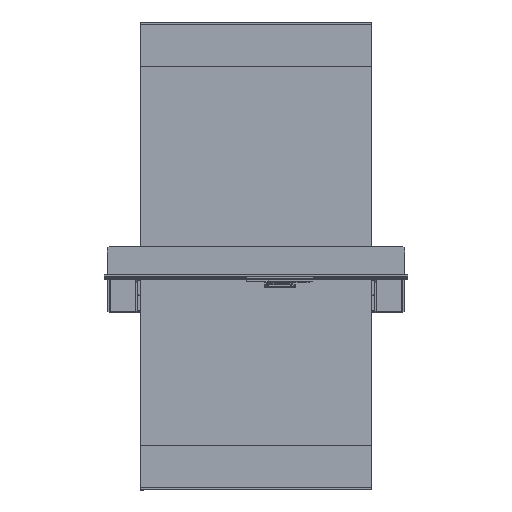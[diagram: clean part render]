
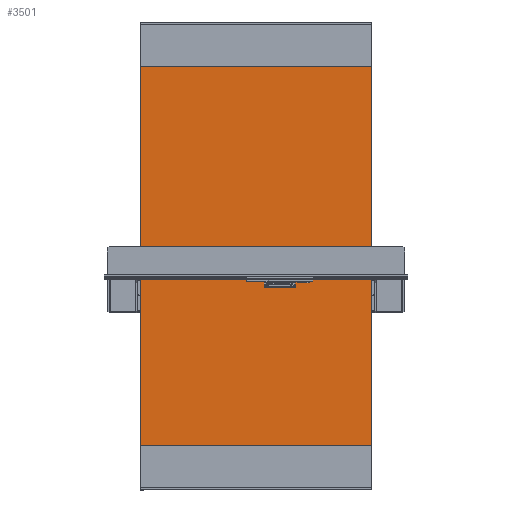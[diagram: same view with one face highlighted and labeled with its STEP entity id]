
A CAD part, top view. The second image highlights one B-rep face of the part: STEP entity #3501.
In plain terms, the highlighted planar face has unit normal (0, 0, 1).
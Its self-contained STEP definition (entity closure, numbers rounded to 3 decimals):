
#3501=ADVANCED_FACE('',(#4638),#18587,.T.);
#4638=FACE_OUTER_BOUND('',#5966,.T.);
#5966=EDGE_LOOP('',(#9823,#9824,#9825,#9826));
#9823=ORIENTED_EDGE('',*,*,#13896,.T.);
#9824=ORIENTED_EDGE('',*,*,#13892,.T.);
#9825=ORIENTED_EDGE('',*,*,#13897,.F.);
#9826=ORIENTED_EDGE('',*,*,#13888,.F.);
#13888=EDGE_CURVE('',#17345,#17346,#15966,.T.);
#13892=EDGE_CURVE('',#17349,#17350,#15970,.T.);
#13896=EDGE_CURVE('',#17345,#17349,#15974,.T.);
#13897=EDGE_CURVE('',#17346,#17350,#15975,.T.);
#15966=B_SPLINE_CURVE_WITH_KNOTS('',1,(#31190,#31191),.UNSPECIFIED.,.F.,
 .F.,(2,2),(0.,197.),.UNSPECIFIED.);
#15970=B_SPLINE_CURVE_WITH_KNOTS('',1,(#31198,#31199),.UNSPECIFIED.,.F.,
 .F.,(2,2),(0.,197.),.UNSPECIFIED.);
#15974=B_SPLINE_CURVE_WITH_KNOTS('',1,(#31206,#31207),.UNSPECIFIED.,.F.,
 .F.,(2,2),(0.,1600.),.UNSPECIFIED.);
#15975=B_SPLINE_CURVE_WITH_KNOTS('',1,(#31208,#31209),.UNSPECIFIED.,.F.,
 .F.,(2,2),(0.,1600.),.UNSPECIFIED.);
#17345=VERTEX_POINT('',#31181);
#17346=VERTEX_POINT('',#31182);
#17349=VERTEX_POINT('',#31185);
#17350=VERTEX_POINT('',#31186);
#18587=PLANE('',#19195);
#19195=AXIS2_PLACEMENT_3D('',#31175,#19786,$);
#19786=DIRECTION('',(0.,0.,1.));
#31175=CARTESIAN_POINT('',(-610.,-874.,146.72));
#31181=CARTESIAN_POINT('',(-610.,-874.,146.72));
#31182=CARTESIAN_POINT('',(-610.,1126.,146.72));
#31185=CARTESIAN_POINT('',(610.,-874.,146.72));
#31186=CARTESIAN_POINT('',(610.,1126.,146.72));
#31190=CARTESIAN_POINT('',(-610.,-874.,146.72));
#31191=CARTESIAN_POINT('',(-610.,1126.,146.72));
#31198=CARTESIAN_POINT('',(610.,-874.,146.72));
#31199=CARTESIAN_POINT('',(610.,1126.,146.72));
#31206=CARTESIAN_POINT('',(-610.,-874.,146.72));
#31207=CARTESIAN_POINT('',(610.,-874.,146.72));
#31208=CARTESIAN_POINT('',(-610.,1126.,146.72));
#31209=CARTESIAN_POINT('',(610.,1126.,146.72));
